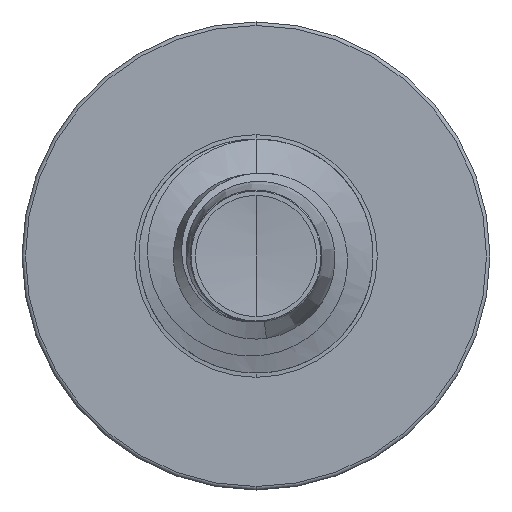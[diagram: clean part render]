
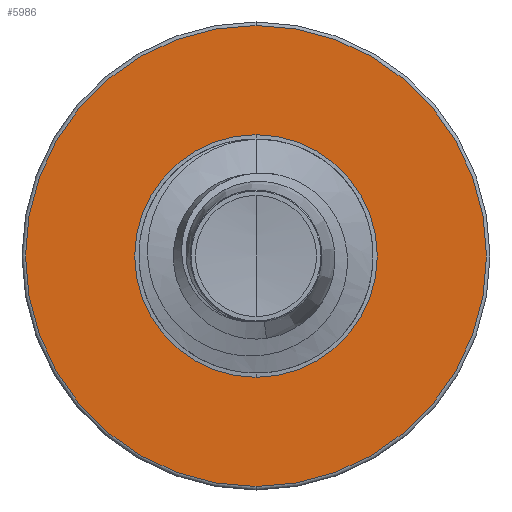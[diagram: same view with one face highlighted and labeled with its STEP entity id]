
A CAD part, front view. The second image highlights one B-rep face of the part: STEP entity #5986.
In plain terms, the highlighted planar face has unit normal (0, -1, 0).
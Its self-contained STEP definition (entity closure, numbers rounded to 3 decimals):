
#423 = EDGE_LOOP ( 'NONE', ( #9660, #7852 ) ) ;
#481 = EDGE_CURVE ( 'NONE', #5908, #2914, #10700, .T. ) ;
#1129 = CIRCLE ( 'NONE', #8282, 2.463 ) ;
#1466 = DIRECTION ( 'NONE',  ( 0., 1., 0. ) ) ;
#1530 = AXIS2_PLACEMENT_3D ( 'NONE', #1673, #5253, #10796 ) ;
#1673 = CARTESIAN_POINT ( 'NONE',  ( 0., 5., -1.296 ) ) ;
#2334 = DIRECTION ( 'NONE',  ( 0., 1., 0. ) ) ;
#2363 = CIRCLE ( 'NONE', #5548, 2.463 ) ;
#2659 = AXIS2_PLACEMENT_3D ( 'NONE', #9443, #9546, #10298 ) ;
#2914 = VERTEX_POINT ( 'NONE', #6610 ) ;
#3227 = CARTESIAN_POINT ( 'NONE',  ( 0., 5., -2.462 ) ) ;
#3455 = CARTESIAN_POINT ( 'NONE',  ( 0., 5., 1.296 ) ) ;
#3654 = CARTESIAN_POINT ( 'NONE',  ( 0., 5., 0. ) ) ;
#3902 = ORIENTED_EDGE ( 'NONE', *, *, #10309, .T. ) ;
#4389 = PLANE ( 'NONE',  #1530 ) ;
#4543 = DIRECTION ( 'NONE',  ( 0., 0., 1. ) ) ;
#4714 = VERTEX_POINT ( 'NONE', #10343 ) ;
#5253 = DIRECTION ( 'NONE',  ( 0., 1., 0. ) ) ;
#5378 = VERTEX_POINT ( 'NONE', #3227 ) ;
#5548 = AXIS2_PLACEMENT_3D ( 'NONE', #3654, #9413, #4543 ) ;
#5557 = CIRCLE ( 'NONE', #7224, 1.296 ) ;
#5908 = VERTEX_POINT ( 'NONE', #3455 ) ;
#5918 = ORIENTED_EDGE ( 'NONE', *, *, #481, .T. ) ;
#5986 = ADVANCED_FACE ( 'NONE', ( #8666, #8926 ), #4389, .F. ) ;
#6610 = CARTESIAN_POINT ( 'NONE',  ( 0., 5., -1.296 ) ) ;
#6691 = CARTESIAN_POINT ( 'NONE',  ( 0., 5., 0. ) ) ;
#7224 = AXIS2_PLACEMENT_3D ( 'NONE', #7496, #2334, #8278 ) ;
#7496 = CARTESIAN_POINT ( 'NONE',  ( 0., 5., 0. ) ) ;
#7531 = DIRECTION ( 'NONE',  ( 0., 0., 1. ) ) ;
#7852 = ORIENTED_EDGE ( 'NONE', *, *, #10064, .F. ) ;
#8278 = DIRECTION ( 'NONE',  ( 0., 0., 1. ) ) ;
#8282 = AXIS2_PLACEMENT_3D ( 'NONE', #6691, #1466, #7531 ) ;
#8346 = EDGE_LOOP ( 'NONE', ( #5918, #3902 ) ) ;
#8666 = FACE_OUTER_BOUND ( 'NONE', #423, .T. ) ;
#8926 = FACE_BOUND ( 'NONE', #8346, .T. ) ;
#9413 = DIRECTION ( 'NONE',  ( 0., 1., 0. ) ) ;
#9443 = CARTESIAN_POINT ( 'NONE',  ( 0., 5., 0. ) ) ;
#9546 = DIRECTION ( 'NONE',  ( 0., 1., 0. ) ) ;
#9660 = ORIENTED_EDGE ( 'NONE', *, *, #10368, .F. ) ;
#10064 = EDGE_CURVE ( 'NONE', #5378, #4714, #2363, .T. ) ;
#10298 = DIRECTION ( 'NONE',  ( 0., 0., 1. ) ) ;
#10309 = EDGE_CURVE ( 'NONE', #2914, #5908, #5557, .T. ) ;
#10343 = CARTESIAN_POINT ( 'NONE',  ( 0., 5., 2.463 ) ) ;
#10368 = EDGE_CURVE ( 'NONE', #4714, #5378, #1129, .T. ) ;
#10700 = CIRCLE ( 'NONE', #2659, 1.296 ) ;
#10796 = DIRECTION ( 'NONE',  ( 0., 0., 1. ) ) ;
